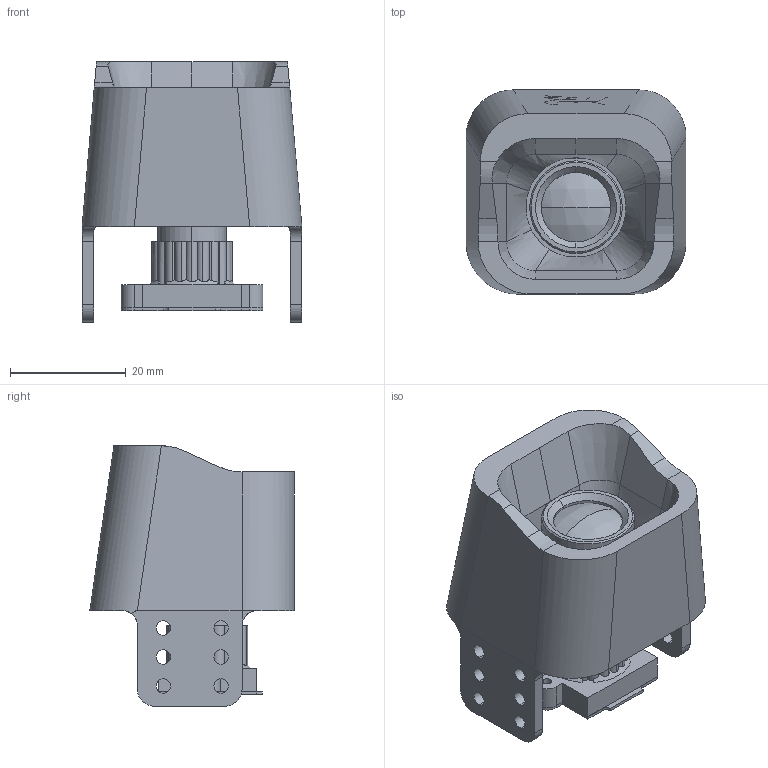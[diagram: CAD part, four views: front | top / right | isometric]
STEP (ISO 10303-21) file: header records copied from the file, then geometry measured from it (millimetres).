
FILE_DESCRIPTION (( 'STEP AP214' ), '1' );
FILE_NAME ('DartAsm.STEP', '2024-11-30T05:43:41', ( '' ), ( '' ), 'SwSTEP 2.0', 'SolidWorks 2024', '' );
FILE_SCHEMA (( 'AUTOMOTIVE_DESIGN' ));
Length unit declared in the file: millimetre
Products named in the file (3): DartAsm; robomaster飞镖触发装置.stp; OV4689-ZQ-M100-V1
Assembly tree (2 placements, depth 2):
  DartAsm
    robomaster飞镖触发装置.stp
    OV4689-ZQ-M100-V1
Bounding box: 37.99 x 35.32 x 45 mm (x, y, z)
Volume: 26369.9 mm3; surface area: 11283.4 mm2
Topology: 4 solids, 4 shells, 230 faces, 605 edges, 388 vertices
Faces by surface type: cylinder 95, plane 84, cone 25, bspline 24, sphere 2
Entity records: 11077 total; most frequent: CARTESIAN_POINT 2834, ORIENTED_EDGE 1210, DIRECTION 1096, EDGE_CURVE 605, VERTEX_POINT 388, AXIS2_PLACEMENT_3D 385, LINE 326, VECTOR 326
